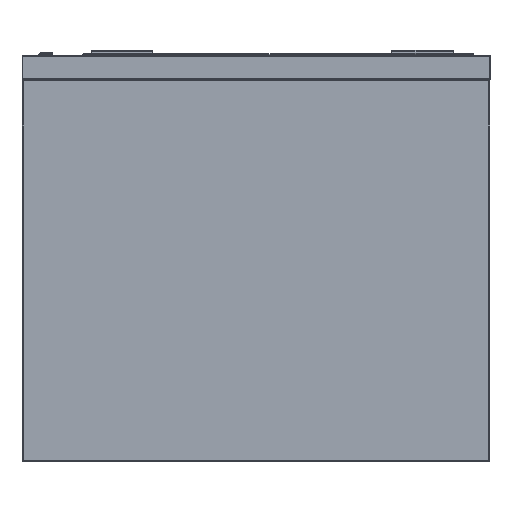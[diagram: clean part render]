
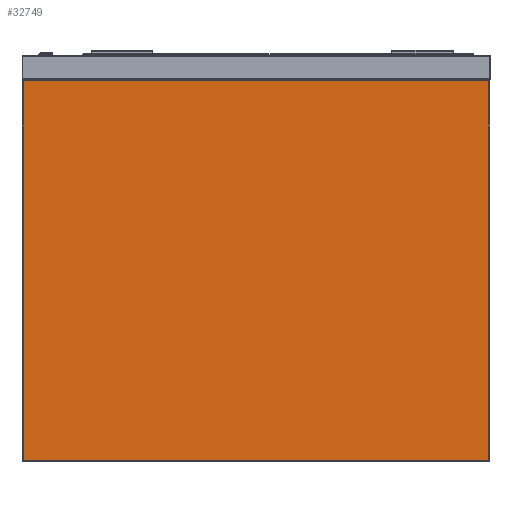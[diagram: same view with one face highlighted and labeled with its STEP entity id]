
A CAD part, left-side view. The second image highlights one B-rep face of the part: STEP entity #32749.
In plain terms, the highlighted planar face has unit normal (-1, 0, 0).
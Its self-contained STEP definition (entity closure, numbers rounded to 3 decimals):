
#935 = CARTESIAN_POINT ( 'NONE',  ( -500., -378., -658. ) ) ;
#2833 = LINE ( 'NONE', #14014, #15961 ) ;
#3815 = LINE ( 'NONE', #26353, #14443 ) ;
#4790 = CARTESIAN_POINT ( 'NONE',  ( -500., 378., -658. ) ) ;
#5337 = EDGE_CURVE ( 'NONE', #21303, #12420, #25887, .T. ) ;
#5944 = DIRECTION ( 'NONE',  ( 0., -1., 0. ) ) ;
#6118 = CARTESIAN_POINT ( 'NONE',  ( -500., -380., -660. ) ) ;
#6405 = ORIENTED_EDGE ( 'NONE', *, *, #5337, .T. ) ;
#6876 = DIRECTION ( 'NONE',  ( 0., 1., 0. ) ) ;
#7163 = EDGE_CURVE ( 'NONE', #12420, #10869, #3815, .T. ) ;
#7674 = DIRECTION ( 'NONE',  ( 0., 0., 1. ) ) ;
#8647 = ORIENTED_EDGE ( 'NONE', *, *, #7163, .T. ) ;
#8876 = FACE_OUTER_BOUND ( 'NONE', #25278, .T. ) ;
#10869 = VERTEX_POINT ( 'NONE', #21097 ) ;
#10903 = DIRECTION ( 'NONE',  ( 0., 0., -1. ) ) ;
#11170 = ORIENTED_EDGE ( 'NONE', *, *, #23704, .T. ) ;
#12199 = CARTESIAN_POINT ( 'NONE',  ( -500., 380., -42. ) ) ;
#12420 = VERTEX_POINT ( 'NONE', #935 ) ;
#12569 = VECTOR ( 'NONE', #5944, 1000. ) ;
#14014 = CARTESIAN_POINT ( 'NONE',  ( -500., 378., -660. ) ) ;
#14443 = VECTOR ( 'NONE', #7674, 1000. ) ;
#14466 = AXIS2_PLACEMENT_3D ( 'NONE', #6118, #17270, #28489 ) ;
#14751 = LINE ( 'NONE', #12199, #28306 ) ;
#15815 = CARTESIAN_POINT ( 'NONE',  ( -500., 378., -42. ) ) ;
#15961 = VECTOR ( 'NONE', #10903, 1000. ) ;
#16501 = ORIENTED_EDGE ( 'NONE', *, *, #29392, .T. ) ;
#17270 = DIRECTION ( 'NONE',  ( -1., 0., 0. ) ) ;
#20022 = PLANE ( 'NONE',  #14466 ) ;
#20033 = VERTEX_POINT ( 'NONE', #15815 ) ;
#21097 = CARTESIAN_POINT ( 'NONE',  ( -500., -378., -42. ) ) ;
#21303 = VERTEX_POINT ( 'NONE', #4790 ) ;
#23704 = EDGE_CURVE ( 'NONE', #10869, #20033, #14751, .T. ) ;
#25278 = EDGE_LOOP ( 'NONE', ( #8647, #11170, #16501, #6405 ) ) ;
#25348 = CARTESIAN_POINT ( 'NONE',  ( -500., -380., -658. ) ) ;
#25887 = LINE ( 'NONE', #25348, #12569 ) ;
#26353 = CARTESIAN_POINT ( 'NONE',  ( -500., -378., -660. ) ) ;
#28306 = VECTOR ( 'NONE', #6876, 1000. ) ;
#28489 = DIRECTION ( 'NONE',  ( 0., 0., 1. ) ) ;
#29392 = EDGE_CURVE ( 'NONE', #20033, #21303, #2833, .T. ) ;
#32749 = ADVANCED_FACE ( 'Fl�che7', ( #8876 ), #20022, .T. ) ;
